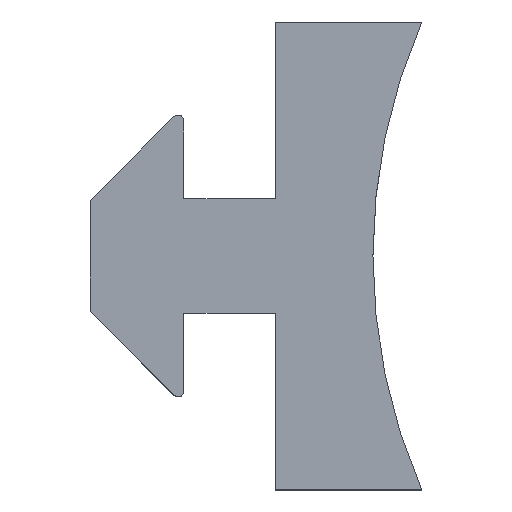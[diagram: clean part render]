
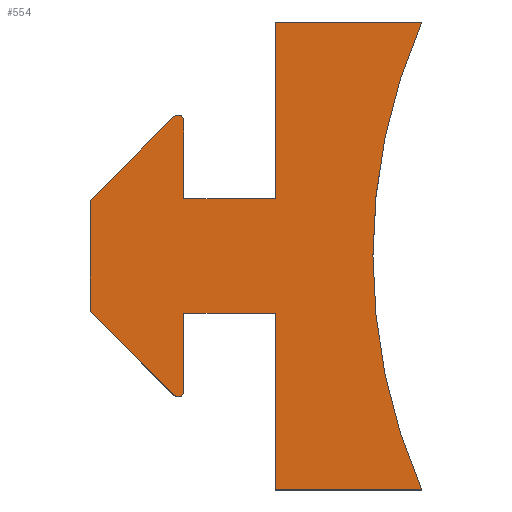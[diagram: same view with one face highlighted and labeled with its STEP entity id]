
A CAD part, top view. The second image highlights one B-rep face of the part: STEP entity #554.
In plain terms, the highlighted planar face has unit normal (0, 0, 1).
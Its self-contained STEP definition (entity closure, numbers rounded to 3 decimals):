
#42=CARTESIAN_POINT('Vertex',(9.474,2.489,9.525)) ;
#56=CARTESIAN_POINT('Vertex',(9.474,5.862,9.525)) ;
#59=CARTESIAN_POINT('Line Origine',(9.474,4.175,9.525)) ;
#87=CARTESIAN_POINT('Vertex',(9.041,6.041,9.525)) ;
#90=CARTESIAN_POINT('Axis2P3D Location',(9.22,5.862,9.525)) ;
#118=CARTESIAN_POINT('Vertex',(5.41,2.411,9.525)) ;
#121=CARTESIAN_POINT('Line Origine',(7.225,4.226,9.525)) ;
#149=CARTESIAN_POINT('Vertex',(5.41,0.,9.525)) ;
#152=CARTESIAN_POINT('Line Origine',(5.41,1.205,9.525)) ;
#175=CARTESIAN_POINT('Vertex',(5.41,-2.411,9.525)) ;
#178=CARTESIAN_POINT('Line Origine',(5.41,-1.205,9.525)) ;
#206=CARTESIAN_POINT('Vertex',(9.041,-6.041,9.525)) ;
#209=CARTESIAN_POINT('Line Origine',(7.225,-4.226,9.525)) ;
#237=CARTESIAN_POINT('Vertex',(9.474,-5.862,9.525)) ;
#240=CARTESIAN_POINT('Axis2P3D Location',(9.22,-5.862,9.525)) ;
#263=CARTESIAN_POINT('Vertex',(9.474,-2.489,9.525)) ;
#266=CARTESIAN_POINT('Line Origine',(9.474,-4.175,9.525)) ;
#294=CARTESIAN_POINT('Vertex',(13.462,-2.489,9.525)) ;
#297=CARTESIAN_POINT('Line Origine',(11.468,-2.489,9.525)) ;
#325=CARTESIAN_POINT('Vertex',(13.462,-10.16,9.525)) ;
#328=CARTESIAN_POINT('Line Origine',(13.462,-6.325,9.525)) ;
#356=CARTESIAN_POINT('Vertex',(19.812,-10.16,9.525)) ;
#359=CARTESIAN_POINT('Line Origine',(16.637,-10.16,9.525)) ;
#387=CARTESIAN_POINT('Vertex',(17.691,0.,9.525)) ;
#390=CARTESIAN_POINT('Axis2P3D Location',(43.091,0.,9.525)) ;
#413=CARTESIAN_POINT('Vertex',(19.812,10.16,9.525)) ;
#416=CARTESIAN_POINT('Axis2P3D Location',(43.091,0.,9.525)) ;
#444=CARTESIAN_POINT('Vertex',(13.462,10.16,9.525)) ;
#447=CARTESIAN_POINT('Line Origine',(16.637,10.16,9.525)) ;
#470=CARTESIAN_POINT('Vertex',(13.462,2.489,9.525)) ;
#473=CARTESIAN_POINT('Line Origine',(13.462,6.325,9.525)) ;
#495=CARTESIAN_POINT('Line Origine',(11.468,2.489,9.525)) ;
#531=CARTESIAN_POINT('Axis2P3D Location',(0.,0.,9.525)) ;
#61=VECTOR('Line Direction',#60,1.) ;
#123=VECTOR('Line Direction',#122,1.) ;
#154=VECTOR('Line Direction',#153,1.) ;
#180=VECTOR('Line Direction',#179,1.) ;
#211=VECTOR('Line Direction',#210,1.) ;
#268=VECTOR('Line Direction',#267,1.) ;
#299=VECTOR('Line Direction',#298,1.) ;
#330=VECTOR('Line Direction',#329,1.) ;
#361=VECTOR('Line Direction',#360,1.) ;
#449=VECTOR('Line Direction',#448,1.) ;
#475=VECTOR('Line Direction',#474,1.) ;
#497=VECTOR('Line Direction',#496,1.) ;
#60=DIRECTION('Vector Direction',(0.,1.,0.)) ;
#91=DIRECTION('Axis2P3D Direction',(0.,0.,1.)) ;
#122=DIRECTION('Vector Direction',(-0.707,-0.707,0.)) ;
#153=DIRECTION('Vector Direction',(0.,-1.,0.)) ;
#179=DIRECTION('Vector Direction',(0.,1.,0.)) ;
#210=DIRECTION('Vector Direction',(-0.707,0.707,0.)) ;
#241=DIRECTION('Axis2P3D Direction',(0.,0.,1.)) ;
#267=DIRECTION('Vector Direction',(0.,-1.,0.)) ;
#298=DIRECTION('Vector Direction',(1.,0.,0.)) ;
#329=DIRECTION('Vector Direction',(0.,-1.,0.)) ;
#360=DIRECTION('Vector Direction',(1.,0.,0.)) ;
#391=DIRECTION('Axis2P3D Direction',(0.,0.,1.)) ;
#417=DIRECTION('Axis2P3D Direction',(0.,0.,1.)) ;
#448=DIRECTION('Vector Direction',(1.,0.,0.)) ;
#474=DIRECTION('Vector Direction',(0.,1.,0.)) ;
#496=DIRECTION('Vector Direction',(1.,0.,0.)) ;
#532=DIRECTION('Axis2P3D Direction',(0.,0.,1.)) ;
#533=DIRECTION('Axis2P3D XDirection',(1.,0.,0.)) ;
#92=AXIS2_PLACEMENT_3D('Circle Axis2P3D',#90,#91,$) ;
#242=AXIS2_PLACEMENT_3D('Circle Axis2P3D',#240,#241,$) ;
#392=AXIS2_PLACEMENT_3D('Circle Axis2P3D',#390,#391,$) ;
#418=AXIS2_PLACEMENT_3D('Circle Axis2P3D',#416,#417,$) ;
#534=AXIS2_PLACEMENT_3D('Plane Axis2P3D',#531,#532,#533) ;
#62=LINE('Line',#59,#61) ;
#124=LINE('Line',#121,#123) ;
#155=LINE('Line',#152,#154) ;
#181=LINE('Line',#178,#180) ;
#212=LINE('Line',#209,#211) ;
#269=LINE('Line',#266,#268) ;
#300=LINE('Line',#297,#299) ;
#331=LINE('Line',#328,#330) ;
#362=LINE('Line',#359,#361) ;
#450=LINE('Line',#447,#449) ;
#476=LINE('Line',#473,#475) ;
#498=LINE('Line',#495,#497) ;
#93=CIRCLE('generated circle',#92,0.254) ;
#243=CIRCLE('generated circle',#242,0.254) ;
#393=CIRCLE('generated circle',#392,25.4) ;
#419=CIRCLE('generated circle',#418,25.4) ;
#535=PLANE('',#534) ;
#63=EDGE_CURVE('',#43,#57,#62,.T.) ;
#94=EDGE_CURVE('',#57,#88,#93,.T.) ;
#125=EDGE_CURVE('',#88,#119,#124,.T.) ;
#156=EDGE_CURVE('',#119,#150,#155,.T.) ;
#182=EDGE_CURVE('',#150,#176,#181,.F.) ;
#213=EDGE_CURVE('',#176,#207,#212,.F.) ;
#244=EDGE_CURVE('',#207,#238,#243,.T.) ;
#270=EDGE_CURVE('',#238,#264,#269,.F.) ;
#301=EDGE_CURVE('',#264,#295,#300,.T.) ;
#332=EDGE_CURVE('',#295,#326,#331,.T.) ;
#363=EDGE_CURVE('',#326,#357,#362,.T.) ;
#394=EDGE_CURVE('',#357,#388,#393,.F.) ;
#420=EDGE_CURVE('',#388,#414,#419,.F.) ;
#451=EDGE_CURVE('',#414,#445,#450,.F.) ;
#477=EDGE_CURVE('',#445,#471,#476,.F.) ;
#499=EDGE_CURVE('',#471,#43,#498,.F.) ;
#537=ORIENTED_EDGE('',*,*,#63,.T.) ;
#538=ORIENTED_EDGE('',*,*,#94,.T.) ;
#539=ORIENTED_EDGE('',*,*,#125,.T.) ;
#540=ORIENTED_EDGE('',*,*,#156,.T.) ;
#541=ORIENTED_EDGE('',*,*,#182,.T.) ;
#542=ORIENTED_EDGE('',*,*,#213,.T.) ;
#543=ORIENTED_EDGE('',*,*,#244,.T.) ;
#544=ORIENTED_EDGE('',*,*,#270,.T.) ;
#545=ORIENTED_EDGE('',*,*,#301,.T.) ;
#546=ORIENTED_EDGE('',*,*,#332,.T.) ;
#547=ORIENTED_EDGE('',*,*,#363,.T.) ;
#548=ORIENTED_EDGE('',*,*,#394,.T.) ;
#549=ORIENTED_EDGE('',*,*,#420,.T.) ;
#550=ORIENTED_EDGE('',*,*,#451,.T.) ;
#551=ORIENTED_EDGE('',*,*,#477,.T.) ;
#552=ORIENTED_EDGE('',*,*,#499,.T.) ;
#536=EDGE_LOOP('',(#537,#538,#539,#540,#541,#542,#543,#544,#545,#546,#547,#548,#549,#550,#551,#552)) ;
#43=VERTEX_POINT('',#42) ;
#57=VERTEX_POINT('',#56) ;
#88=VERTEX_POINT('',#87) ;
#119=VERTEX_POINT('',#118) ;
#150=VERTEX_POINT('',#149) ;
#176=VERTEX_POINT('',#175) ;
#207=VERTEX_POINT('',#206) ;
#238=VERTEX_POINT('',#237) ;
#264=VERTEX_POINT('',#263) ;
#295=VERTEX_POINT('',#294) ;
#326=VERTEX_POINT('',#325) ;
#357=VERTEX_POINT('',#356) ;
#388=VERTEX_POINT('',#387) ;
#414=VERTEX_POINT('',#413) ;
#445=VERTEX_POINT('',#444) ;
#471=VERTEX_POINT('',#470) ;
#554=ADVANCED_FACE('PartBody',(#553),#535,.T.) ;
#553=FACE_OUTER_BOUND('',#536,.T.) ;
